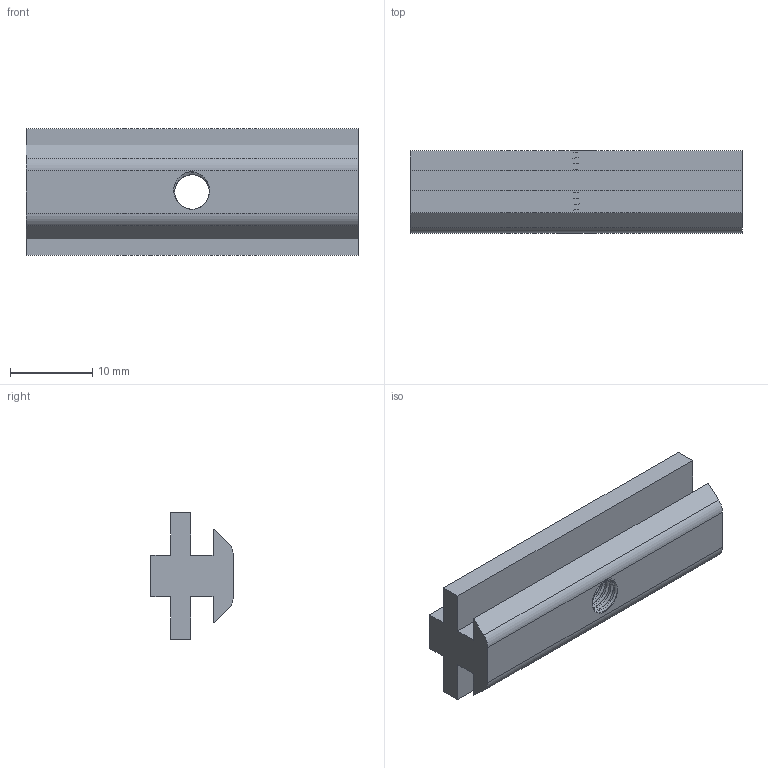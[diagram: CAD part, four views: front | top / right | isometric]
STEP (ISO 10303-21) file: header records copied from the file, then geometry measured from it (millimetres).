
FILE_DESCRIPTION(/* description */ (''),/* implementation_level */ '2;1');
FILE_NAME(/* name */ 'Slide Guide.stp',/* time_stamp */ '2025-01-31T12:54:28-05:00',/* author */ ('sara_'),/* organization */ (''),/* preprocessor_version */ 'ST-DEVELOPER v19.2',/* originating_system */ 'Autodesk Inventor 2024',/* authorisation */ '');
FILE_SCHEMA (('AUTOMOTIVE_DESIGN { 1 0 10303 214 3 1 1 }'));
Length unit declared in the file: millimetre
Products named in the file (1): Slide Guide
Bounding box: 40.3 x 10 x 15.4 mm (x, y, z)
Volume: 3293.6 mm3; surface area: 2812.4 mm2
Topology: 1 solids, 1 shells, 38 faces, 108 edges, 73 vertices
Faces by surface type: cylinder 18, plane 18, bspline 2
Full cylindrical faces by diameter (mm): 4.2 x6
Entity records: 2809 total; most frequent: CARTESIAN_POINT 1830, ORIENTED_EDGE 216, DIRECTION 153, EDGE_CURVE 108, VERTEX_POINT 72, LINE 65, VECTOR 65, AXIS2_PLACEMENT_3D 44
